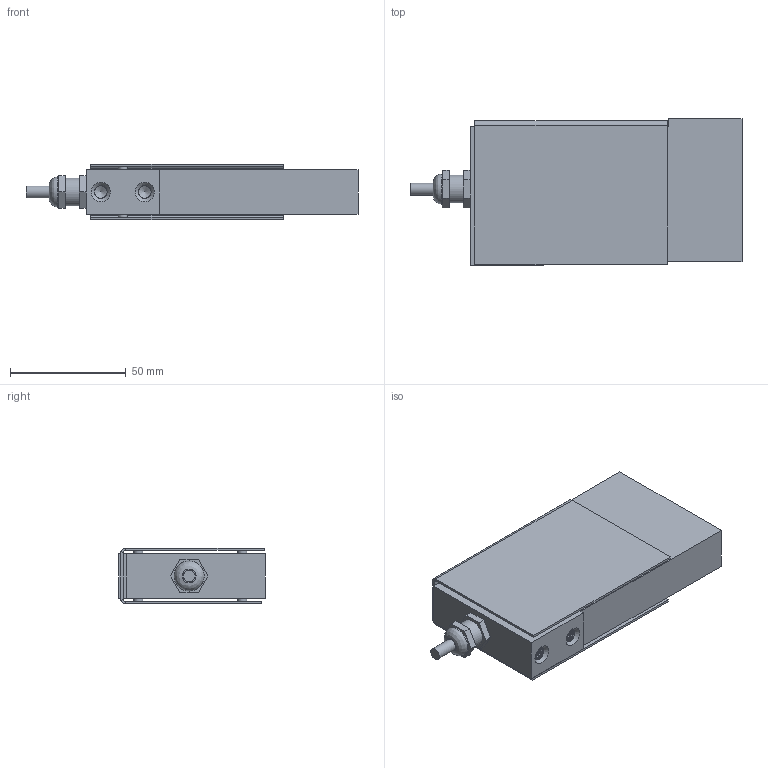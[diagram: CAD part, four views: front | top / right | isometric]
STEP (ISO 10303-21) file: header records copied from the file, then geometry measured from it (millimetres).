
FILE_DESCRIPTION(/* description */ (''),/* implementation_level */ '2;1');
FILE_NAME(/* name */ '108TSST-(10-100)lb v2.step',/* time_stamp */ '2020-01-29T10:16:31-08:00',/* author */ (''),/* organization */ (''),/* preprocessor_version */ 'ST-DEVELOPER v18',/* originating_system */ 'Autodesk Translation Framework v8.12.0.6',/* authorisation */ '');
FILE_SCHEMA (('AUTOMOTIVE_DESIGN { 1 0 10303 214 3 1 1 }'));
Length unit declared in the file: millimetre
Products named in the file (2): 108TSST-(10-100)lb; Connector
Assembly tree (1 placements, depth 2):
  108TSST-(10-100)lb
    Connector
Bounding box: 143.63 x 63.5 x 24.13 mm (x, y, z)
Volume: 104194.4 mm3; surface area: 48010.4 mm2
Topology: 3 solids, 3 shells, 226 faces, 561 edges, 350 vertices
Faces by surface type: cylinder 145, plane 63, bspline 9, cone 9
Full cylindrical faces by diameter (mm): 4 x4, 5.1 x1, 5.474 x52, 6.35 x60, 8 x1, 12 x2, 13 x1
Entity records: 13197 total; most frequent: CARTESIAN_POINT 8249, ORIENTED_EDGE 1112, DIRECTION 838, EDGE_CURVE 556, VERTEX_POINT 350, AXIS2_PLACEMENT_3D 294, LINE 250, VECTOR 250
